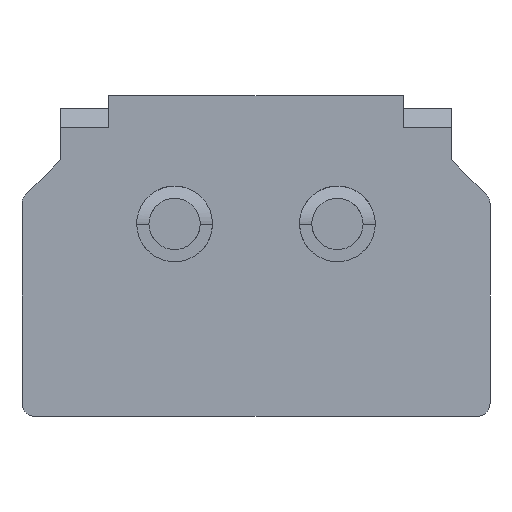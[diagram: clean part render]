
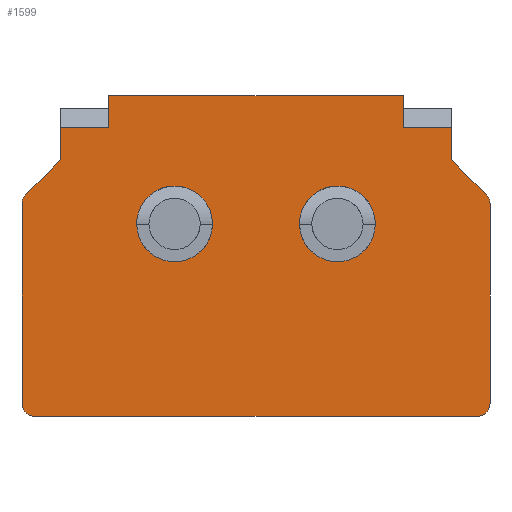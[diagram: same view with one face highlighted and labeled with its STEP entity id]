
A CAD part, front view. The second image highlights one B-rep face of the part: STEP entity #1599.
In plain terms, the highlighted planar face has unit normal (0, -1, 0).
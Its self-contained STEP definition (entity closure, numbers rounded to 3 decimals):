
#304=CARTESIAN_POINT('',(1.27,-2.5,0.5));
#305=DIRECTION('',(0.,-1.,0.));
#306=DIRECTION('',(-1.,0.,0.));
#307=AXIS2_PLACEMENT_3D('',#304,#305,#306);
#309=CARTESIAN_POINT('',(1.27,-2.5,0.5));
#310=DIRECTION('',(0.,-1.,0.));
#311=DIRECTION('',(1.,0.,0.));
#312=AXIS2_PLACEMENT_3D('',#309,#310,#311);
#314=CARTESIAN_POINT('',(-1.27,-2.5,0.5));
#315=DIRECTION('',(0.,-1.,0.));
#316=DIRECTION('',(-1.,0.,0.));
#317=AXIS2_PLACEMENT_3D('',#314,#315,#316);
#319=CARTESIAN_POINT('',(-1.27,-2.5,0.5));
#320=DIRECTION('',(0.,-1.,0.));
#321=DIRECTION('',(1.,0.,0.));
#322=AXIS2_PLACEMENT_3D('',#319,#320,#321);
#324=CARTESIAN_POINT('',(-3.45,-2.5,-2.3));
#325=DIRECTION('',(0.,-1.,0.));
#326=DIRECTION('',(-1.,0.,0.));
#327=AXIS2_PLACEMENT_3D('',#324,#325,#326);
#329=DIRECTION('',(0.,0.,1.));
#330=VECTOR('',#329,3.117);
#331=CARTESIAN_POINT('',(-3.65,-2.5,-2.3));
#332=LINE('',#331,#330);
#333=CARTESIAN_POINT('',(-3.45,-2.5,0.817));
#334=DIRECTION('',(0.,-1.,0.));
#335=DIRECTION('',(-0.707,0.,0.707));
#336=AXIS2_PLACEMENT_3D('',#333,#334,#335);
#338=DIRECTION('',(-0.707,0.,-0.707));
#339=VECTOR('',#338,0.766);
#340=CARTESIAN_POINT('',(-3.05,-2.5,1.5));
#341=LINE('',#340,#339);
#342=DIRECTION('',(0.,0.,1.));
#343=VECTOR('',#342,0.5);
#344=CARTESIAN_POINT('',(-3.05,-2.5,1.5));
#345=LINE('',#344,#343);
#346=DIRECTION('',(1.,0.,0.));
#347=VECTOR('',#346,0.75);
#348=CARTESIAN_POINT('',(-3.05,-2.5,2.));
#349=LINE('',#348,#347);
#350=DIRECTION('',(0.,0.,-1.));
#351=VECTOR('',#350,0.5);
#352=CARTESIAN_POINT('',(-2.3,-2.5,2.5));
#353=LINE('',#352,#351);
#354=DIRECTION('',(1.,0.,0.));
#355=VECTOR('',#354,4.6);
#356=CARTESIAN_POINT('',(-2.3,-2.5,2.5));
#357=LINE('',#356,#355);
#358=DIRECTION('',(0.,0.,-1.));
#359=VECTOR('',#358,0.5);
#360=CARTESIAN_POINT('',(2.3,-2.5,2.5));
#361=LINE('',#360,#359);
#362=DIRECTION('',(1.,0.,0.));
#363=VECTOR('',#362,0.75);
#364=CARTESIAN_POINT('',(2.3,-2.5,2.));
#365=LINE('',#364,#363);
#366=DIRECTION('',(0.,0.,-1.));
#367=VECTOR('',#366,0.5);
#368=CARTESIAN_POINT('',(3.05,-2.5,2.));
#369=LINE('',#368,#367);
#370=DIRECTION('',(-0.707,0.,0.707));
#371=VECTOR('',#370,0.766);
#372=CARTESIAN_POINT('',(3.591,-2.5,0.959));
#373=LINE('',#372,#371);
#374=CARTESIAN_POINT('',(3.45,-2.5,0.817));
#375=DIRECTION('',(0.,-1.,0.));
#376=DIRECTION('',(1.,0.,0.));
#377=AXIS2_PLACEMENT_3D('',#374,#375,#376);
#379=DIRECTION('',(0.,0.,-1.));
#380=VECTOR('',#379,3.117);
#381=CARTESIAN_POINT('',(3.65,-2.5,0.817));
#382=LINE('',#381,#380);
#383=CARTESIAN_POINT('',(3.45,-2.5,-2.3));
#384=DIRECTION('',(0.,-1.,0.));
#385=DIRECTION('',(0.,0.,-1.));
#386=AXIS2_PLACEMENT_3D('',#383,#384,#385);
#388=DIRECTION('',(-1.,0.,0.));
#389=VECTOR('',#388,6.9);
#390=CARTESIAN_POINT('',(3.45,-2.5,-2.5));
#391=LINE('',#390,#389);
#919=CARTESIAN_POINT('',(0.68,-2.5,0.5));
#920=CARTESIAN_POINT('',(1.86,-2.5,0.5));
#921=VERTEX_POINT('',#919);
#922=VERTEX_POINT('',#920);
#927=CARTESIAN_POINT('',(-3.05,-2.5,2.));
#928=CARTESIAN_POINT('',(-2.3,-2.5,2.));
#929=VERTEX_POINT('',#927);
#930=VERTEX_POINT('',#928);
#931=CARTESIAN_POINT('',(-2.3,-2.5,2.5));
#932=VERTEX_POINT('',#931);
#933=CARTESIAN_POINT('',(2.3,-2.5,2.5));
#934=CARTESIAN_POINT('',(2.3,-2.5,2.));
#935=VERTEX_POINT('',#933);
#936=VERTEX_POINT('',#934);
#937=CARTESIAN_POINT('',(3.05,-2.5,2.));
#938=VERTEX_POINT('',#937);
#967=CARTESIAN_POINT('',(-3.05,-2.5,1.5));
#968=VERTEX_POINT('',#967);
#969=CARTESIAN_POINT('',(3.05,-2.5,1.5));
#970=VERTEX_POINT('',#969);
#971=CARTESIAN_POINT('',(-3.65,-2.5,-2.3));
#972=CARTESIAN_POINT('',(-3.45,-2.5,-2.5));
#973=VERTEX_POINT('',#971);
#974=VERTEX_POINT('',#972);
#987=CARTESIAN_POINT('',(-3.591,-2.5,0.959));
#988=CARTESIAN_POINT('',(-3.65,-2.5,0.817));
#989=VERTEX_POINT('',#987);
#990=VERTEX_POINT('',#988);
#1003=CARTESIAN_POINT('',(3.45,-2.5,-2.5));
#1004=CARTESIAN_POINT('',(3.65,-2.5,-2.3));
#1005=VERTEX_POINT('',#1003);
#1006=VERTEX_POINT('',#1004);
#1017=CARTESIAN_POINT('',(3.65,-2.5,0.817));
#1018=CARTESIAN_POINT('',(3.591,-2.5,0.959));
#1019=VERTEX_POINT('',#1017);
#1020=VERTEX_POINT('',#1018);
#1119=CARTESIAN_POINT('',(-1.86,-2.5,0.5));
#1120=CARTESIAN_POINT('',(-0.68,-2.5,0.5));
#1121=VERTEX_POINT('',#1119);
#1122=VERTEX_POINT('',#1120);
#1554=CARTESIAN_POINT('',(0.,-2.5,0.));
#1555=DIRECTION('',(0.,1.,0.));
#1556=DIRECTION('',(1.,0.,0.));
#1557=AXIS2_PLACEMENT_3D('',#1554,#1555,#1556);
#1558=PLANE('',#1557);
#1559=ORIENTED_EDGE('',*,*,#1520,.F.);
#1561=ORIENTED_EDGE('',*,*,#1560,.T.);
#1563=ORIENTED_EDGE('',*,*,#1562,.F.);
#1565=ORIENTED_EDGE('',*,*,#1564,.F.);
#1566=ORIENTED_EDGE('',*,*,#1250,.T.);
#1567=ORIENTED_EDGE('',*,*,#1321,.T.);
#1569=ORIENTED_EDGE('',*,*,#1568,.F.);
#1571=ORIENTED_EDGE('',*,*,#1570,.T.);
#1573=ORIENTED_EDGE('',*,*,#1572,.T.);
#1574=ORIENTED_EDGE('',*,*,#1313,.T.);
#1575=ORIENTED_EDGE('',*,*,#1347,.T.);
#1577=ORIENTED_EDGE('',*,*,#1576,.F.);
#1579=ORIENTED_EDGE('',*,*,#1578,.F.);
#1581=ORIENTED_EDGE('',*,*,#1580,.T.);
#1583=ORIENTED_EDGE('',*,*,#1582,.F.);
#1584=ORIENTED_EDGE('',*,*,#1503,.T.);
#1585=EDGE_LOOP('',(#1559,#1561,#1563,#1565,#1566,#1567,#1569,#1571,#1573,#1574,
#1575,#1577,#1579,#1581,#1583,#1584));
#1586=FACE_OUTER_BOUND('',#1585,.F.);
#1588=ORIENTED_EDGE('',*,*,#1587,.T.);
#1590=ORIENTED_EDGE('',*,*,#1589,.T.);
#1591=EDGE_LOOP('',(#1588,#1590));
#1592=FACE_BOUND('',#1591,.F.);
#1594=ORIENTED_EDGE('',*,*,#1593,.T.);
#1596=ORIENTED_EDGE('',*,*,#1595,.T.);
#1597=EDGE_LOOP('',(#1594,#1596));
#1598=FACE_BOUND('',#1597,.F.);
#308=CIRCLE('',#307,0.59);
#313=CIRCLE('',#312,0.59);
#318=CIRCLE('',#317,0.59);
#323=CIRCLE('',#322,0.59);
#328=CIRCLE('',#327,0.2);
#337=CIRCLE('',#336,0.2);
#378=CIRCLE('',#377,0.2);
#387=CIRCLE('',#386,0.2);
#1250=EDGE_CURVE('',#968,#929,#345,.T.);
#1313=EDGE_CURVE('',#936,#938,#365,.T.);
#1321=EDGE_CURVE('',#929,#930,#349,.T.);
#1347=EDGE_CURVE('',#938,#970,#369,.T.);
#1503=EDGE_CURVE('',#1005,#974,#391,.T.);
#1520=EDGE_CURVE('',#973,#974,#328,.T.);
#1560=EDGE_CURVE('',#973,#990,#332,.T.);
#1562=EDGE_CURVE('',#989,#990,#337,.T.);
#1564=EDGE_CURVE('',#968,#989,#341,.T.);
#1568=EDGE_CURVE('',#932,#930,#353,.T.);
#1570=EDGE_CURVE('',#932,#935,#357,.T.);
#1572=EDGE_CURVE('',#935,#936,#361,.T.);
#1576=EDGE_CURVE('',#1020,#970,#373,.T.);
#1578=EDGE_CURVE('',#1019,#1020,#378,.T.);
#1580=EDGE_CURVE('',#1019,#1006,#382,.T.);
#1582=EDGE_CURVE('',#1005,#1006,#387,.T.);
#1587=EDGE_CURVE('',#921,#922,#308,.T.);
#1589=EDGE_CURVE('',#922,#921,#313,.T.);
#1593=EDGE_CURVE('',#1121,#1122,#318,.T.);
#1595=EDGE_CURVE('',#1122,#1121,#323,.T.);
#1599=ADVANCED_FACE('',(#1586,#1592,#1598),#1558,.F.);
